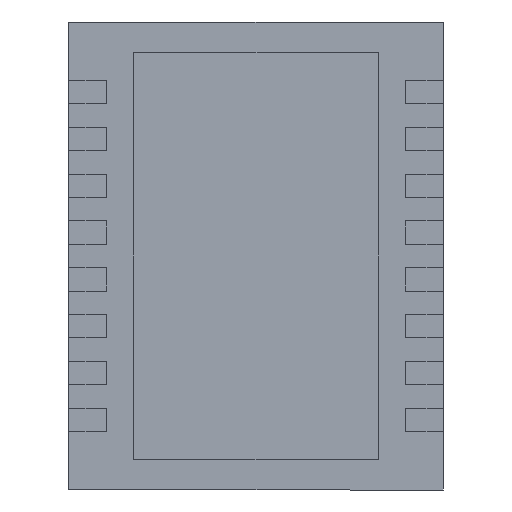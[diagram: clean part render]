
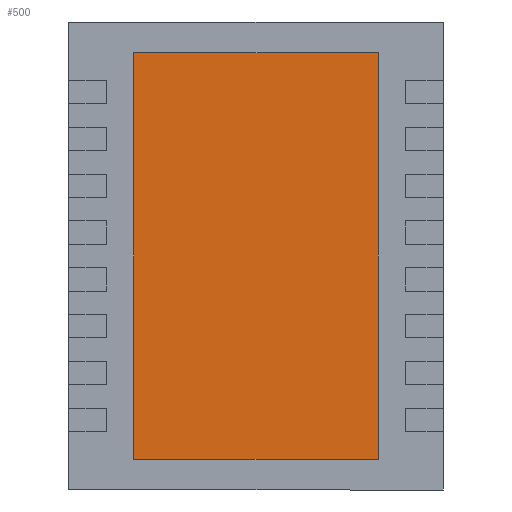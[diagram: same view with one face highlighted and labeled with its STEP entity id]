
A CAD part, front view. The second image highlights one B-rep face of the part: STEP entity #500.
In plain terms, the highlighted planar face has unit normal (0, -1, 0).
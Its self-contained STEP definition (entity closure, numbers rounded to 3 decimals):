
#120 = PLANE ( 'NONE',  #2494 ) ;
#500 = ADVANCED_FACE ( 'NONE', ( #5212 ), #120, .T. ) ;
#553 = VECTOR ( 'NONE', #813, 1000. ) ;
#813 = DIRECTION ( 'NONE',  ( 0., 0., 1. ) ) ;
#1104 = CARTESIAN_POINT ( 'NONE',  ( 1.305, 0., -2.17 ) ) ;
#1171 = VECTOR ( 'NONE', #2490, 1000. ) ;
#1343 = VECTOR ( 'NONE', #2631, 1000. ) ;
#1513 = EDGE_LOOP ( 'NONE', ( #3174, #2309, #1737, #4346 ) ) ;
#1582 = VERTEX_POINT ( 'NONE', #1975 ) ;
#1605 = VERTEX_POINT ( 'NONE', #1104 ) ;
#1707 = EDGE_CURVE ( 'NONE', #4259, #2769, #2047, .T. ) ;
#1737 = ORIENTED_EDGE ( 'NONE', *, *, #5024, .T. ) ;
#1975 = CARTESIAN_POINT ( 'NONE',  ( -1.305, 0., -2.17 ) ) ;
#2047 = LINE ( 'NONE', #4551, #1171 ) ;
#2221 = EDGE_CURVE ( 'NONE', #2769, #1582, #2473, .T. ) ;
#2309 = ORIENTED_EDGE ( 'NONE', *, *, #2221, .T. ) ;
#2321 = LINE ( 'NONE', #2481, #2825 ) ;
#2473 = LINE ( 'NONE', #5038, #1343 ) ;
#2481 = CARTESIAN_POINT ( 'NONE',  ( 1.305, 0., -2.17 ) ) ;
#2490 = DIRECTION ( 'NONE',  ( -1., 0., 0. ) ) ;
#2494 = AXIS2_PLACEMENT_3D ( 'NONE', #2957, #3359, #4200 ) ;
#2631 = DIRECTION ( 'NONE',  ( 0., 0., -1. ) ) ;
#2704 = LINE ( 'NONE', #4068, #553 ) ;
#2769 = VERTEX_POINT ( 'NONE', #4192 ) ;
#2825 = VECTOR ( 'NONE', #4046, 1000. ) ;
#2957 = CARTESIAN_POINT ( 'NONE',  ( 0., 0., 0. ) ) ;
#3174 = ORIENTED_EDGE ( 'NONE', *, *, #1707, .T. ) ;
#3359 = DIRECTION ( 'NONE',  ( 0., -1., 0. ) ) ;
#4046 = DIRECTION ( 'NONE',  ( 1., 0., 0. ) ) ;
#4068 = CARTESIAN_POINT ( 'NONE',  ( 1.305, 0., 2.17 ) ) ;
#4192 = CARTESIAN_POINT ( 'NONE',  ( -1.305, 0., 2.17 ) ) ;
#4200 = DIRECTION ( 'NONE',  ( 0., 0., -1. ) ) ;
#4259 = VERTEX_POINT ( 'NONE', #4402 ) ;
#4346 = ORIENTED_EDGE ( 'NONE', *, *, #4457, .T. ) ;
#4402 = CARTESIAN_POINT ( 'NONE',  ( 1.305, 0., 2.17 ) ) ;
#4457 = EDGE_CURVE ( 'NONE', #1605, #4259, #2704, .T. ) ;
#4551 = CARTESIAN_POINT ( 'NONE',  ( 1.305, 0., 2.17 ) ) ;
#5024 = EDGE_CURVE ( 'NONE', #1582, #1605, #2321, .T. ) ;
#5038 = CARTESIAN_POINT ( 'NONE',  ( -1.305, 0., 2.17 ) ) ;
#5212 = FACE_OUTER_BOUND ( 'NONE', #1513, .T. ) ;
